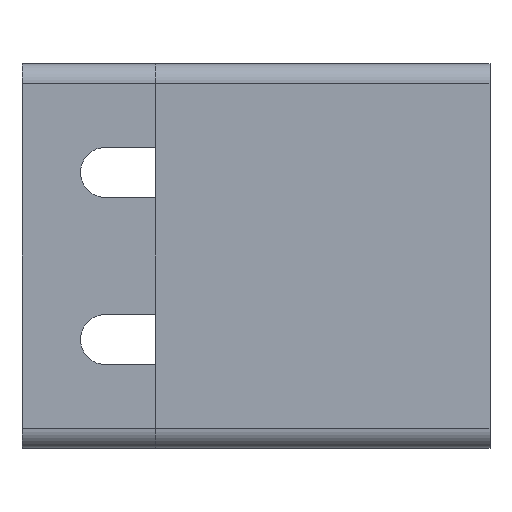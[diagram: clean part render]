
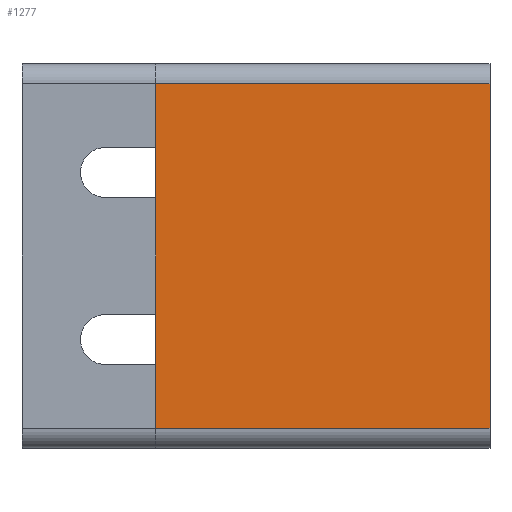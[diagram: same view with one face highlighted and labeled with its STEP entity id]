
A CAD part, left-side view. The second image highlights one B-rep face of the part: STEP entity #1277.
In plain terms, the highlighted planar face has unit normal (-1, 0, 0).
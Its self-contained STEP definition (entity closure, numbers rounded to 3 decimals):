
#19 = LINE ( 'NONE', #115, #367 ) ;
#76 = VERTEX_POINT ( 'NONE', #644 ) ;
#80 = CARTESIAN_POINT ( 'NONE',  ( -60.5, -3., 1.2 ) ) ;
#107 = LINE ( 'NONE', #80, #557 ) ;
#115 = CARTESIAN_POINT ( 'NONE',  ( -60.5, 17., 23. ) ) ;
#212 = PLANE ( 'NONE',  #878 ) ;
#241 = VECTOR ( 'NONE', #604, 1000. ) ;
#367 = VECTOR ( 'NONE', #977, 1000. ) ;
#464 = CARTESIAN_POINT ( 'NONE',  ( -60.5, -3., 1.2 ) ) ;
#494 = EDGE_CURVE ( 'NONE', #647, #76, #1314, .T. ) ;
#557 = VECTOR ( 'NONE', #562, 1000. ) ;
#562 = DIRECTION ( 'NONE',  ( 0., -1., 0. ) ) ;
#575 = FACE_OUTER_BOUND ( 'NONE', #1245, .T. ) ;
#604 = DIRECTION ( 'NONE',  ( 0., 0., -1. ) ) ;
#644 = CARTESIAN_POINT ( 'NONE',  ( -60.5, 17., 21.8 ) ) ;
#647 = VERTEX_POINT ( 'NONE', #848 ) ;
#652 = DIRECTION ( 'NONE',  ( 0., 1., 0. ) ) ;
#692 = CARTESIAN_POINT ( 'NONE',  ( -60.5, 17., 23. ) ) ;
#711 = CARTESIAN_POINT ( 'NONE',  ( -60.5, -3., 23. ) ) ;
#802 = CARTESIAN_POINT ( 'NONE',  ( -60.5, 17., 21.8 ) ) ;
#848 = CARTESIAN_POINT ( 'NONE',  ( -60.5, -3., 21.8 ) ) ;
#852 = EDGE_CURVE ( 'NONE', #950, #1283, #107, .T. ) ;
#854 = CARTESIAN_POINT ( 'NONE',  ( -60.5, 17., 1.2 ) ) ;
#878 = AXIS2_PLACEMENT_3D ( 'NONE', #692, #1187, #1061 ) ;
#950 = VERTEX_POINT ( 'NONE', #854 ) ;
#970 = LINE ( 'NONE', #711, #241 ) ;
#974 = ORIENTED_EDGE ( 'NONE', *, *, #494, .T. ) ;
#977 = DIRECTION ( 'NONE',  ( 0., 0., -1. ) ) ;
#1061 = DIRECTION ( 'NONE',  ( 0., 0., -1. ) ) ;
#1106 = ORIENTED_EDGE ( 'NONE', *, *, #852, .T. ) ;
#1187 = DIRECTION ( 'NONE',  ( 1., 0., 0. ) ) ;
#1245 = EDGE_LOOP ( 'NONE', ( #1342, #1106, #1336, #974 ) ) ;
#1277 = ADVANCED_FACE ( 'NONE', ( #575 ), #212, .F. ) ;
#1283 = VERTEX_POINT ( 'NONE', #464 ) ;
#1314 = LINE ( 'NONE', #802, #1474 ) ;
#1331 = EDGE_CURVE ( 'NONE', #76, #950, #19, .T. ) ;
#1336 = ORIENTED_EDGE ( 'NONE', *, *, #1383, .F. ) ;
#1342 = ORIENTED_EDGE ( 'NONE', *, *, #1331, .T. ) ;
#1383 = EDGE_CURVE ( 'NONE', #647, #1283, #970, .T. ) ;
#1474 = VECTOR ( 'NONE', #652, 1000. ) ;
